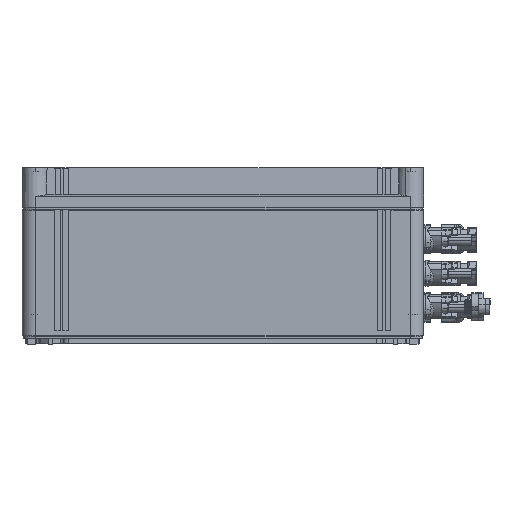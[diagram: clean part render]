
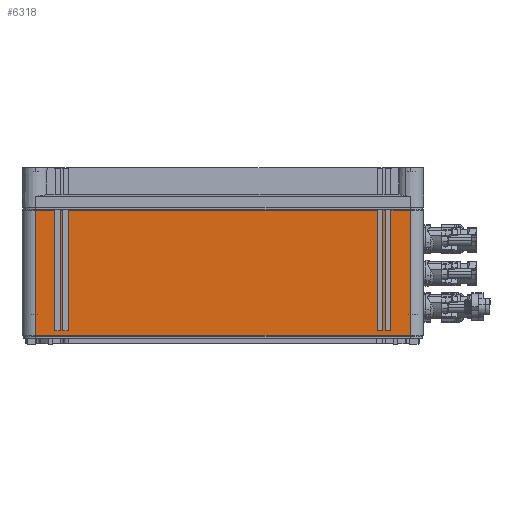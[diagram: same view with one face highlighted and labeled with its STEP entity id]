
A CAD part, left-side view. The second image highlights one B-rep face of the part: STEP entity #6318.
In plain terms, the highlighted planar face has unit normal (-1, 0, 0).
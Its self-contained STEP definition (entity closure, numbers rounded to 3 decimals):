
#6163=AXIS2_PLACEMENT_3D('Plane Axis2P3D',#6160,#6161,#6162) ;
#3405=CARTESIAN_POINT('Vertex',(0.,59.45,100.067)) ;
#3408=CARTESIAN_POINT('Line Origine',(0.,59.45,100.067)) ;
#3412=CARTESIAN_POINT('Vertex',(0.,59.45,6.433)) ;
#6160=CARTESIAN_POINT('Axis2P3D Location',(0.,59.45,100.067)) ;
#6165=CARTESIAN_POINT('Line Origine',(0.,75.95,10.)) ;
#6169=CARTESIAN_POINT('Vertex',(0.,73.95,10.)) ;
#6171=CARTESIAN_POINT('Vertex',(0.,77.95,10.)) ;
#6174=CARTESIAN_POINT('Line Origine',(0.,77.95,55.033)) ;
#6178=CARTESIAN_POINT('Vertex',(0.,77.95,100.067)) ;
#6181=CARTESIAN_POINT('Line Origine',(0.,78.95,100.067)) ;
#6185=CARTESIAN_POINT('Vertex',(0.,79.95,100.067)) ;
#6188=CARTESIAN_POINT('Line Origine',(0.,79.95,55.033)) ;
#6192=CARTESIAN_POINT('Vertex',(0.,79.95,10.)) ;
#6195=CARTESIAN_POINT('Line Origine',(0.,81.95,10.)) ;
#6199=CARTESIAN_POINT('Vertex',(0.,83.95,10.)) ;
#6202=CARTESIAN_POINT('Line Origine',(0.,83.95,55.033)) ;
#6206=CARTESIAN_POINT('Vertex',(0.,83.95,100.067)) ;
#6209=CARTESIAN_POINT('Line Origine',(0.,199.45,100.067)) ;
#6213=CARTESIAN_POINT('Vertex',(0.,314.95,100.067)) ;
#6216=CARTESIAN_POINT('Line Origine',(0.,314.95,55.033)) ;
#6220=CARTESIAN_POINT('Vertex',(0.,314.95,10.)) ;
#6223=CARTESIAN_POINT('Line Origine',(0.,316.95,10.)) ;
#6227=CARTESIAN_POINT('Vertex',(0.,318.95,10.)) ;
#6230=CARTESIAN_POINT('Line Origine',(0.,318.95,55.033)) ;
#6234=CARTESIAN_POINT('Vertex',(0.,318.95,100.067)) ;
#6237=CARTESIAN_POINT('Line Origine',(0.,319.95,100.067)) ;
#6241=CARTESIAN_POINT('Vertex',(0.,320.95,100.067)) ;
#6244=CARTESIAN_POINT('Line Origine',(0.,320.95,55.033)) ;
#6248=CARTESIAN_POINT('Vertex',(0.,320.95,10.)) ;
#6251=CARTESIAN_POINT('Line Origine',(0.,322.95,10.)) ;
#6255=CARTESIAN_POINT('Vertex',(0.,324.95,10.)) ;
#6258=CARTESIAN_POINT('Line Origine',(0.,324.95,55.033)) ;
#6262=CARTESIAN_POINT('Vertex',(0.,324.95,100.067)) ;
#6265=CARTESIAN_POINT('Line Origine',(0.,332.2,100.067)) ;
#6269=CARTESIAN_POINT('Vertex',(0.,339.45,100.067)) ;
#6272=CARTESIAN_POINT('Line Origine',(0.,339.45,53.25)) ;
#6276=CARTESIAN_POINT('Vertex',(0.,339.45,6.433)) ;
#6279=CARTESIAN_POINT('Line Origine',(0.,199.45,6.433)) ;
#6284=CARTESIAN_POINT('Line Origine',(0.,66.7,100.067)) ;
#6288=CARTESIAN_POINT('Vertex',(0.,73.95,100.067)) ;
#6291=CARTESIAN_POINT('Line Origine',(0.,73.95,55.033)) ;
#3409=DIRECTION('Vector Direction',(0.,0.,-1.)) ;
#6161=DIRECTION('Axis2P3D Direction',(-1.,0.,0.)) ;
#6162=DIRECTION('Axis2P3D XDirection',(0.,1.,0.)) ;
#6166=DIRECTION('Vector Direction',(0.,1.,0.)) ;
#6175=DIRECTION('Vector Direction',(0.,0.,1.)) ;
#6182=DIRECTION('Vector Direction',(0.,1.,0.)) ;
#6189=DIRECTION('Vector Direction',(0.,0.,-1.)) ;
#6196=DIRECTION('Vector Direction',(0.,1.,0.)) ;
#6203=DIRECTION('Vector Direction',(0.,0.,1.)) ;
#6210=DIRECTION('Vector Direction',(0.,1.,0.)) ;
#6217=DIRECTION('Vector Direction',(0.,0.,-1.)) ;
#6224=DIRECTION('Vector Direction',(0.,1.,0.)) ;
#6231=DIRECTION('Vector Direction',(0.,0.,1.)) ;
#6238=DIRECTION('Vector Direction',(0.,1.,0.)) ;
#6245=DIRECTION('Vector Direction',(0.,0.,-1.)) ;
#6252=DIRECTION('Vector Direction',(0.,1.,0.)) ;
#6259=DIRECTION('Vector Direction',(0.,0.,1.)) ;
#6266=DIRECTION('Vector Direction',(0.,1.,0.)) ;
#6273=DIRECTION('Vector Direction',(0.,0.,-1.)) ;
#6280=DIRECTION('Vector Direction',(0.,1.,0.)) ;
#6285=DIRECTION('Vector Direction',(0.,1.,0.)) ;
#6292=DIRECTION('Vector Direction',(0.,0.,-1.)) ;
#3410=VECTOR('Line Direction',#3409,1.) ;
#6167=VECTOR('Line Direction',#6166,1.) ;
#6176=VECTOR('Line Direction',#6175,1.) ;
#6183=VECTOR('Line Direction',#6182,1.) ;
#6190=VECTOR('Line Direction',#6189,1.) ;
#6197=VECTOR('Line Direction',#6196,1.) ;
#6204=VECTOR('Line Direction',#6203,1.) ;
#6211=VECTOR('Line Direction',#6210,1.) ;
#6218=VECTOR('Line Direction',#6217,1.) ;
#6225=VECTOR('Line Direction',#6224,1.) ;
#6232=VECTOR('Line Direction',#6231,1.) ;
#6239=VECTOR('Line Direction',#6238,1.) ;
#6246=VECTOR('Line Direction',#6245,1.) ;
#6253=VECTOR('Line Direction',#6252,1.) ;
#6260=VECTOR('Line Direction',#6259,1.) ;
#6267=VECTOR('Line Direction',#6266,1.) ;
#6274=VECTOR('Line Direction',#6273,1.) ;
#6281=VECTOR('Line Direction',#6280,1.) ;
#6286=VECTOR('Line Direction',#6285,1.) ;
#6293=VECTOR('Line Direction',#6292,1.) ;
#6297=ORIENTED_EDGE('',*,*,#6173,.T.) ;
#6298=ORIENTED_EDGE('',*,*,#6180,.T.) ;
#6299=ORIENTED_EDGE('',*,*,#6187,.T.) ;
#6300=ORIENTED_EDGE('',*,*,#6194,.T.) ;
#6301=ORIENTED_EDGE('',*,*,#6201,.T.) ;
#6302=ORIENTED_EDGE('',*,*,#6208,.T.) ;
#6303=ORIENTED_EDGE('',*,*,#6215,.T.) ;
#6304=ORIENTED_EDGE('',*,*,#6222,.T.) ;
#6305=ORIENTED_EDGE('',*,*,#6229,.T.) ;
#6306=ORIENTED_EDGE('',*,*,#6236,.T.) ;
#6307=ORIENTED_EDGE('',*,*,#6243,.T.) ;
#6308=ORIENTED_EDGE('',*,*,#6250,.T.) ;
#6309=ORIENTED_EDGE('',*,*,#6257,.T.) ;
#6310=ORIENTED_EDGE('',*,*,#6264,.T.) ;
#6311=ORIENTED_EDGE('',*,*,#6271,.T.) ;
#6312=ORIENTED_EDGE('',*,*,#6278,.T.) ;
#6313=ORIENTED_EDGE('',*,*,#6283,.F.) ;
#6314=ORIENTED_EDGE('',*,*,#3414,.F.) ;
#6315=ORIENTED_EDGE('',*,*,#6290,.T.) ;
#6316=ORIENTED_EDGE('',*,*,#6295,.T.) ;
#6318=ADVANCED_FACE('GH_FPC_30-60-13',(#6317),#6164,.T.) ;
#3414=EDGE_CURVE('',#3406,#3413,#3411,.T.) ;
#6173=EDGE_CURVE('',#6170,#6172,#6168,.T.) ;
#6180=EDGE_CURVE('',#6172,#6179,#6177,.T.) ;
#6187=EDGE_CURVE('',#6179,#6186,#6184,.T.) ;
#6194=EDGE_CURVE('',#6186,#6193,#6191,.T.) ;
#6201=EDGE_CURVE('',#6193,#6200,#6198,.T.) ;
#6208=EDGE_CURVE('',#6200,#6207,#6205,.T.) ;
#6215=EDGE_CURVE('',#6207,#6214,#6212,.T.) ;
#6222=EDGE_CURVE('',#6214,#6221,#6219,.T.) ;
#6229=EDGE_CURVE('',#6221,#6228,#6226,.T.) ;
#6236=EDGE_CURVE('',#6228,#6235,#6233,.T.) ;
#6243=EDGE_CURVE('',#6235,#6242,#6240,.T.) ;
#6250=EDGE_CURVE('',#6242,#6249,#6247,.T.) ;
#6257=EDGE_CURVE('',#6249,#6256,#6254,.T.) ;
#6264=EDGE_CURVE('',#6256,#6263,#6261,.T.) ;
#6271=EDGE_CURVE('',#6263,#6270,#6268,.T.) ;
#6278=EDGE_CURVE('',#6270,#6277,#6275,.T.) ;
#6283=EDGE_CURVE('',#3413,#6277,#6282,.T.) ;
#6290=EDGE_CURVE('',#3406,#6289,#6287,.T.) ;
#6295=EDGE_CURVE('',#6289,#6170,#6294,.T.) ;
#6296=EDGE_LOOP('',(#6297,#6298,#6299,#6300,#6301,#6302,#6303,#6304,#6305,#6306,#6307,#6308,#6309,#6310,#6311,#6312,#6313,#6314,#6315,#6316)) ;
#6317=FACE_OUTER_BOUND('',#6296,.T.) ;
#3411=LINE('Line',#3408,#3410) ;
#6168=LINE('Line',#6165,#6167) ;
#6177=LINE('Line',#6174,#6176) ;
#6184=LINE('Line',#6181,#6183) ;
#6191=LINE('Line',#6188,#6190) ;
#6198=LINE('Line',#6195,#6197) ;
#6205=LINE('Line',#6202,#6204) ;
#6212=LINE('Line',#6209,#6211) ;
#6219=LINE('Line',#6216,#6218) ;
#6226=LINE('Line',#6223,#6225) ;
#6233=LINE('Line',#6230,#6232) ;
#6240=LINE('Line',#6237,#6239) ;
#6247=LINE('Line',#6244,#6246) ;
#6254=LINE('Line',#6251,#6253) ;
#6261=LINE('Line',#6258,#6260) ;
#6268=LINE('Line',#6265,#6267) ;
#6275=LINE('Line',#6272,#6274) ;
#6282=LINE('Line',#6279,#6281) ;
#6287=LINE('Line',#6284,#6286) ;
#6294=LINE('Line',#6291,#6293) ;
#6164=PLANE('',#6163) ;
#3406=VERTEX_POINT('',#3405) ;
#3413=VERTEX_POINT('',#3412) ;
#6170=VERTEX_POINT('',#6169) ;
#6172=VERTEX_POINT('',#6171) ;
#6179=VERTEX_POINT('',#6178) ;
#6186=VERTEX_POINT('',#6185) ;
#6193=VERTEX_POINT('',#6192) ;
#6200=VERTEX_POINT('',#6199) ;
#6207=VERTEX_POINT('',#6206) ;
#6214=VERTEX_POINT('',#6213) ;
#6221=VERTEX_POINT('',#6220) ;
#6228=VERTEX_POINT('',#6227) ;
#6235=VERTEX_POINT('',#6234) ;
#6242=VERTEX_POINT('',#6241) ;
#6249=VERTEX_POINT('',#6248) ;
#6256=VERTEX_POINT('',#6255) ;
#6263=VERTEX_POINT('',#6262) ;
#6270=VERTEX_POINT('',#6269) ;
#6277=VERTEX_POINT('',#6276) ;
#6289=VERTEX_POINT('',#6288) ;
